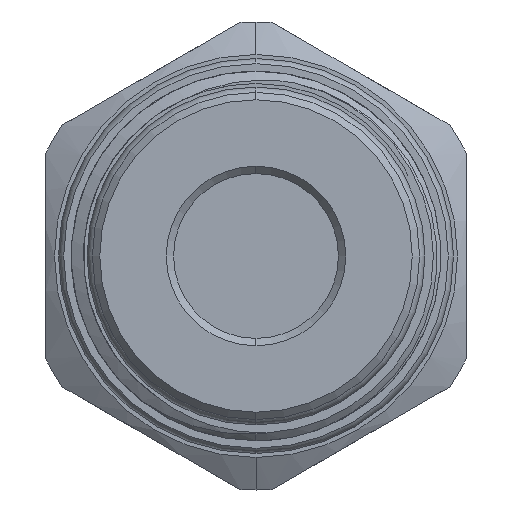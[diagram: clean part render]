
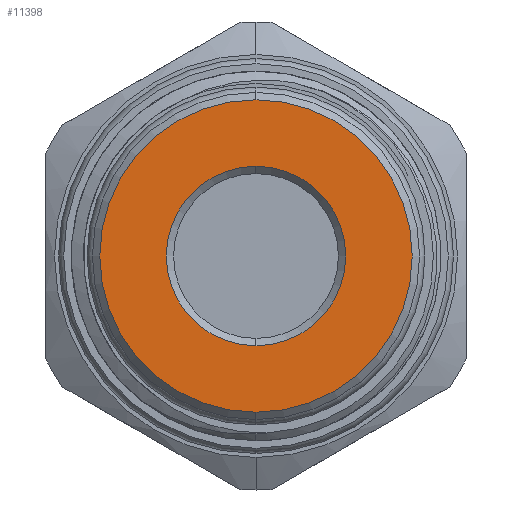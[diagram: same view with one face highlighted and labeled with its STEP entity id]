
A CAD part, left-side view. The second image highlights one B-rep face of the part: STEP entity #11398.
In plain terms, the highlighted planar face has unit normal (-1, 0, 0).
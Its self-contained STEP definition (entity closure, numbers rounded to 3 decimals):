
#2214 = FACE_BOUND ( 'NONE', #18402, .T. ) ;
#2216 = FACE_OUTER_BOUND ( 'NONE', #18333, .T. ) ;
#2393 = CIRCLE ( 'NONE', #13078, 6.1 ) ;
#2611 = CIRCLE ( 'NONE', #13543, 10.615 ) ;
#3337 = CARTESIAN_POINT ( 'NONE',  ( 0., 0., 0. ) ) ;
#3340 = PLANE ( 'NONE',  #13068 ) ;
#3342 = DIRECTION ( 'NONE',  ( 1., 0., 0. ) ) ;
#3343 = DIRECTION ( 'NONE',  ( 0., 0., -1. ) ) ;
#7233 = CARTESIAN_POINT ( 'NONE',  ( 0., 0., 6.1 ) ) ;
#7234 = CARTESIAN_POINT ( 'NONE',  ( 0., 0., -6.1 ) ) ;
#8466 = DIRECTION ( 'NONE',  ( 1., 0., 0. ) ) ;
#8531 = EDGE_CURVE ( 'NONE', #12522, #12469, #19016, .T. ) ;
#8580 = EDGE_CURVE ( 'NONE', #12326, #12279, #19052, .T. ) ;
#11303 = CARTESIAN_POINT ( 'NONE',  ( 0., 0., 0. ) ) ;
#11398 = ADVANCED_FACE ( 'NONE', ( #2214, #2216 ), #3340, .F. ) ;
#11489 = ORIENTED_EDGE ( 'NONE', *, *, #12819, .T. ) ;
#11490 = ORIENTED_EDGE ( 'NONE', *, *, #8580, .T. ) ;
#11544 = ORIENTED_EDGE ( 'NONE', *, *, #8531, .F. ) ;
#11545 = ORIENTED_EDGE ( 'NONE', *, *, #13311, .F. ) ;
#12279 = VERTEX_POINT ( 'NONE', #7233 ) ;
#12326 = VERTEX_POINT ( 'NONE', #7234 ) ;
#12469 = VERTEX_POINT ( 'NONE', #14416 ) ;
#12522 = VERTEX_POINT ( 'NONE', #14469 ) ;
#12790 = AXIS2_PLACEMENT_3D ( 'NONE', #20207, #20208, #20209 ) ;
#12819 = EDGE_CURVE ( 'NONE', #12279, #12326, #2393, .T. ) ;
#13068 = AXIS2_PLACEMENT_3D ( 'NONE', #3337, #3342, #3343 ) ;
#13078 = AXIS2_PLACEMENT_3D ( 'NONE', #14847, #14848, #14849 ) ;
#13311 = EDGE_CURVE ( 'NONE', #12469, #12522, #2611, .T. ) ;
#13530 = AXIS2_PLACEMENT_3D ( 'NONE', #11303, #8466, #19792 ) ;
#13543 = AXIS2_PLACEMENT_3D ( 'NONE', #16093, #16094, #16095 ) ;
#14416 = CARTESIAN_POINT ( 'NONE',  ( 0., 0., -10.615 ) ) ;
#14469 = CARTESIAN_POINT ( 'NONE',  ( 0., 0., 10.615 ) ) ;
#14847 = CARTESIAN_POINT ( 'NONE',  ( 0., 0., 0. ) ) ;
#14848 = DIRECTION ( 'NONE',  ( 1., 0., 0. ) ) ;
#14849 = DIRECTION ( 'NONE',  ( 0., 0., -1. ) ) ;
#16093 = CARTESIAN_POINT ( 'NONE',  ( 0., 0., 0. ) ) ;
#16094 = DIRECTION ( 'NONE',  ( 1., 0., 0. ) ) ;
#16095 = DIRECTION ( 'NONE',  ( 0., 0., -1. ) ) ;
#18333 = EDGE_LOOP ( 'NONE', ( #11545, #11544 ) ) ;
#18402 = EDGE_LOOP ( 'NONE', ( #11489, #11490 ) ) ;
#19016 = CIRCLE ( 'NONE', #13530, 10.615 ) ;
#19052 = CIRCLE ( 'NONE', #12790, 6.1 ) ;
#19792 = DIRECTION ( 'NONE',  ( 0., 0., -1. ) ) ;
#20207 = CARTESIAN_POINT ( 'NONE',  ( 0., 0., 0. ) ) ;
#20208 = DIRECTION ( 'NONE',  ( 1., 0., 0. ) ) ;
#20209 = DIRECTION ( 'NONE',  ( 0., 0., -1. ) ) ;
